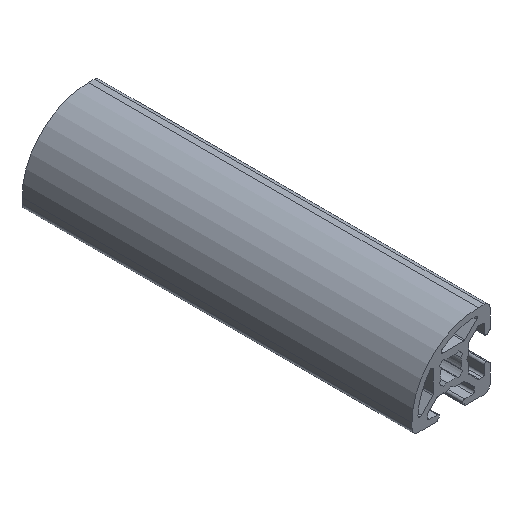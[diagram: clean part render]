
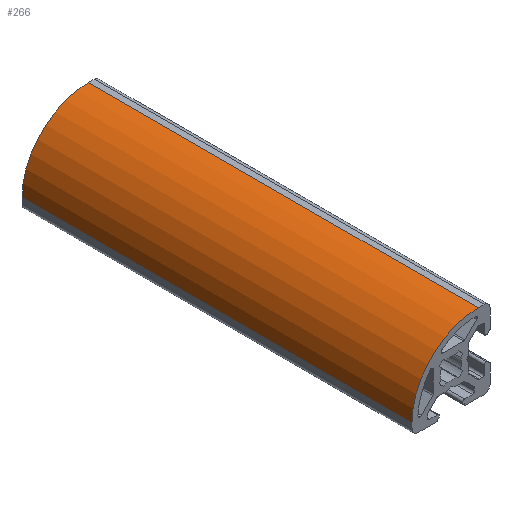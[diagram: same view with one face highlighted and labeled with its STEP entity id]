
A CAD part, isometric view. The second image highlights one B-rep face of the part: STEP entity #266.
In plain terms, the highlighted cylindrical face has radius 17 mm (diameter 34 mm), a partial arc.
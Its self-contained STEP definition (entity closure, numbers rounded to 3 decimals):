
#266 = ADVANCED_FACE( '', ( #563 ), #564, .T. );
#563 = FACE_OUTER_BOUND( '', #882, .T. );
#564 = CYLINDRICAL_SURFACE( '', #883, 17. );
#882 = EDGE_LOOP( '', ( #1731, #1732, #1733, #1734 ) );
#883 = AXIS2_PLACEMENT_3D( '', #1735, #1736, #1737 );
#1731 = ORIENTED_EDGE( '', *, *, #1998, .F. );
#1732 = ORIENTED_EDGE( '', *, *, #2174, .F. );
#1733 = ORIENTED_EDGE( '', *, *, #2333, .T. );
#1734 = ORIENTED_EDGE( '', *, *, #2193, .T. );
#1735 = CARTESIAN_POINT( '', ( 7., 100., -7. ) );
#1736 = DIRECTION( '', ( 0., 1., 0. ) );
#1737 = DIRECTION( '', ( 0., 0., -1. ) );
#1998 = EDGE_CURVE( '', #2408, #2410, #2411, .T. );
#2174 = EDGE_CURVE( '', #2714, #2408, #2716, .T. );
#2193 = EDGE_CURVE( '', #2742, #2410, #2743, .T. );
#2333 = EDGE_CURVE( '', #2714, #2742, #2931, .T. );
#2408 = VERTEX_POINT( '', #3016 );
#2410 = VERTEX_POINT( '', #3019 );
#2411 = CIRCLE( '', #3020, 17. );
#2714 = VERTEX_POINT( '', #3416 );
#2716 = LINE( '', #3419, #3420 );
#2742 = VERTEX_POINT( '', #3456 );
#2743 = LINE( '', #3457, #3458 );
#2931 = CIRCLE( '', #3718, 17. );
#3016 = CARTESIAN_POINT( '', ( 7., 0., 10. ) );
#3019 = CARTESIAN_POINT( '', ( -10., 0., -7. ) );
#3020 = AXIS2_PLACEMENT_3D( '', #3805, #3806, #3807 );
#3416 = CARTESIAN_POINT( '', ( 7., 100., 10. ) );
#3419 = CARTESIAN_POINT( '', ( 7., 100., 10. ) );
#3420 = VECTOR( '', #4079, 1000. );
#3456 = CARTESIAN_POINT( '', ( -10., 100., -7. ) );
#3457 = CARTESIAN_POINT( '', ( -10., 100., -7. ) );
#3458 = VECTOR( '', #4096, 1000. );
#3718 = AXIS2_PLACEMENT_3D( '', #4256, #4257, #4258 );
#3805 = CARTESIAN_POINT( '', ( 7., 0., -7. ) );
#3806 = DIRECTION( '', ( 0., -1., 0. ) );
#3807 = DIRECTION( '', ( 1., 0., 0. ) );
#4079 = DIRECTION( '', ( 0., -1., 0. ) );
#4096 = DIRECTION( '', ( 0., -1., 0. ) );
#4256 = CARTESIAN_POINT( '', ( 7., 100., -7. ) );
#4257 = DIRECTION( '', ( 0., -1., 0. ) );
#4258 = DIRECTION( '', ( 1., 0., 0. ) );
